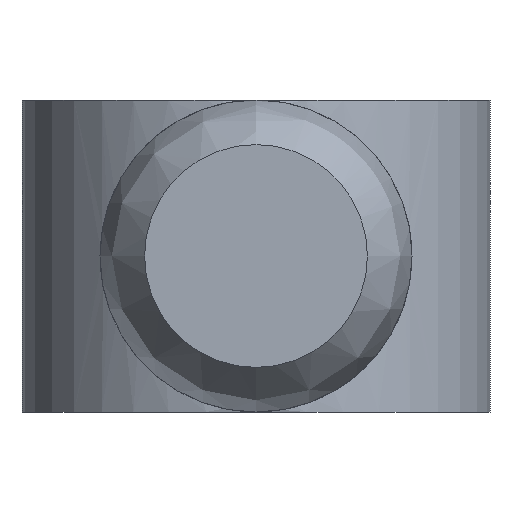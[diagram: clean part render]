
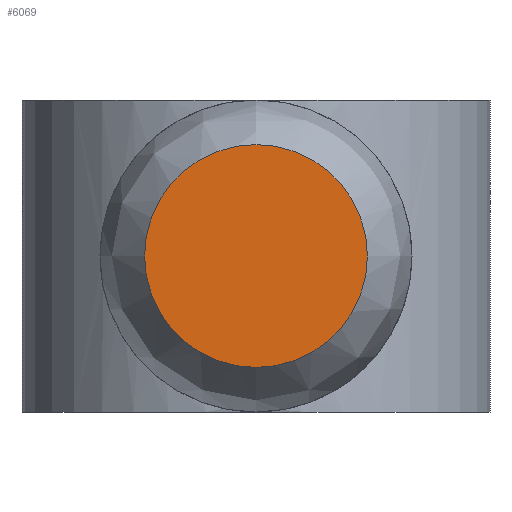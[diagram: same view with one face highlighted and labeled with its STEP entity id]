
A CAD part, left-side view. The second image highlights one B-rep face of the part: STEP entity #6069.
In plain terms, the highlighted planar face has unit normal (-1, 0, 0).
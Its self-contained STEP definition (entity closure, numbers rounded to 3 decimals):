
#1571=PLANE($,#6492);
#1871=FACE_OUTER_BOUND($,#2274,.T.);
#2274=EDGE_LOOP($,(#4299));
#2671=CIRCLE($,#6490,7.5);
#2736=VERTEX_POINT($,#7817);
#3353=EDGE_CURVE($,#2736,#2736,#2671,.T.);
#4299=ORIENTED_EDGE($,*,*,#3353,.F.);
#6069=ADVANCED_FACE($,(#1871),#1571,.F.);
#6490=AXIS2_PLACEMENT_3D($,#7818,#6860,#6861);
#6492=AXIS2_PLACEMENT_3D($,#7821,#6864,#6865);
#6860=DIRECTION('center_axis',(1.,0.,0.));
#6861=DIRECTION('ref_axis',(0.,0.,-1.));
#6864=DIRECTION('center_axis',(1.,0.,0.));
#6865=DIRECTION('ref_axis',(0.,0.,-1.));
#7817=CARTESIAN_POINT('',(-94.,0.,7.5));
#7818=CARTESIAN_POINT('Origin',(-94.,0.,0.));
#7821=CARTESIAN_POINT('Origin',(-94.,0.,0.));
